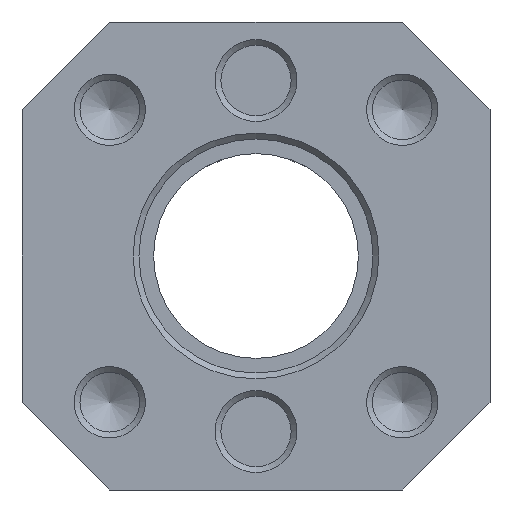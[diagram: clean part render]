
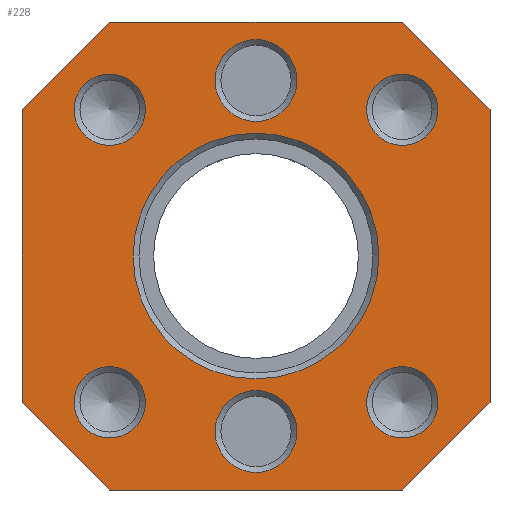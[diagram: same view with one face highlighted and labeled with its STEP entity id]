
A CAD part, front view. The second image highlights one B-rep face of the part: STEP entity #228.
In plain terms, the highlighted planar face has unit normal (0, -1, 0).
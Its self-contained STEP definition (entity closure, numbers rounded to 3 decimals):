
#228 = ADVANCED_FACE( '', ( #586, #587, #588, #589, #590, #591, #592, #593 ), #594, .T. );
#586 = FACE_BOUND( '', #1336, .T. );
#587 = FACE_BOUND( '', #1337, .T. );
#588 = FACE_BOUND( '', #1338, .T. );
#589 = FACE_BOUND( '', #1339, .T. );
#590 = FACE_BOUND( '', #1340, .T. );
#591 = FACE_BOUND( '', #1341, .T. );
#592 = FACE_BOUND( '', #1342, .T. );
#593 = FACE_OUTER_BOUND( '', #1343, .T. );
#594 = PLANE( '', #1344 );
#1336 = EDGE_LOOP( '', ( #2318 ) );
#1337 = EDGE_LOOP( '', ( #2319 ) );
#1338 = EDGE_LOOP( '', ( #2320 ) );
#1339 = EDGE_LOOP( '', ( #2321 ) );
#1340 = EDGE_LOOP( '', ( #2322 ) );
#1341 = EDGE_LOOP( '', ( #2323 ) );
#1342 = EDGE_LOOP( '', ( #2324 ) );
#1343 = EDGE_LOOP( '', ( #2325, #2326, #2327, #2328, #2329, #2330, #2331, #2332 ) );
#1344 = AXIS2_PLACEMENT_3D( '', #2333, #2334, #2335 );
#2318 = ORIENTED_EDGE( '', *, *, #3041, .T. );
#2319 = ORIENTED_EDGE( '', *, *, #3042, .T. );
#2320 = ORIENTED_EDGE( '', *, *, #3043, .T. );
#2321 = ORIENTED_EDGE( '', *, *, #3044, .T. );
#2322 = ORIENTED_EDGE( '', *, *, #3045, .T. );
#2323 = ORIENTED_EDGE( '', *, *, #2997, .T. );
#2324 = ORIENTED_EDGE( '', *, *, #3027, .T. );
#2325 = ORIENTED_EDGE( '', *, *, #3046, .T. );
#2326 = ORIENTED_EDGE( '', *, *, #3047, .T. );
#2327 = ORIENTED_EDGE( '', *, *, #3048, .T. );
#2328 = ORIENTED_EDGE( '', *, *, #3049, .T. );
#2329 = ORIENTED_EDGE( '', *, *, #3050, .T. );
#2330 = ORIENTED_EDGE( '', *, *, #3051, .T. );
#2331 = ORIENTED_EDGE( '', *, *, #2984, .T. );
#2332 = ORIENTED_EDGE( '', *, *, #2999, .T. );
#2333 = CARTESIAN_POINT( '', ( -40., -275.5, -40. ) );
#2334 = DIRECTION( '', ( 0., -1., 0. ) );
#2335 = DIRECTION( '', ( 0., 0., -1. ) );
#2984 = EDGE_CURVE( '', #3325, #3326, #3327, .T. );
#2997 = EDGE_CURVE( '', #3347, #3347, #3348, .F. );
#2999 = EDGE_CURVE( '', #3326, #3350, #3351, .F. );
#3027 = EDGE_CURVE( '', #3392, #3392, #3393, .F. );
#3041 = EDGE_CURVE( '', #3409, #3409, #3410, .F. );
#3042 = EDGE_CURVE( '', #3411, #3411, #3412, .F. );
#3043 = EDGE_CURVE( '', #3413, #3413, #3414, .F. );
#3044 = EDGE_CURVE( '', #3415, #3415, #3416, .F. );
#3045 = EDGE_CURVE( '', #3417, #3417, #3418, .F. );
#3046 = EDGE_CURVE( '', #3350, #3419, #3420, .T. );
#3047 = EDGE_CURVE( '', #3419, #3421, #3422, .F. );
#3048 = EDGE_CURVE( '', #3421, #3423, #3424, .T. );
#3049 = EDGE_CURVE( '', #3423, #3425, #3426, .F. );
#3050 = EDGE_CURVE( '', #3425, #3427, #3428, .T. );
#3051 = EDGE_CURVE( '', #3427, #3325, #3429, .F. );
#3325 = VERTEX_POINT( '', #3976 );
#3326 = VERTEX_POINT( '', #3977 );
#3327 = LINE( '', #3978, #3979 );
#3347 = VERTEX_POINT( '', #4086 );
#3348 = CIRCLE( '', #4087, 7. );
#3350 = VERTEX_POINT( '', #4089 );
#3351 = LINE( '', #4090, #4091 );
#3392 = VERTEX_POINT( '', #4362 );
#3393 = CIRCLE( '', #4363, 6.1 );
#3409 = VERTEX_POINT( '', #4455 );
#3410 = CIRCLE( '', #4456, 21. );
#3411 = VERTEX_POINT( '', #4457 );
#3412 = CIRCLE( '', #4458, 6.1 );
#3413 = VERTEX_POINT( '', #4459 );
#3414 = CIRCLE( '', #4460, 7. );
#3415 = VERTEX_POINT( '', #4461 );
#3416 = CIRCLE( '', #4462, 6.1 );
#3417 = VERTEX_POINT( '', #4463 );
#3418 = CIRCLE( '', #4464, 6.1 );
#3419 = VERTEX_POINT( '', #4465 );
#3420 = LINE( '', #4466, #4467 );
#3421 = VERTEX_POINT( '', #4468 );
#3422 = LINE( '', #4469, #4470 );
#3423 = VERTEX_POINT( '', #4471 );
#3424 = LINE( '', #4472, #4473 );
#3425 = VERTEX_POINT( '', #4474 );
#3426 = LINE( '', #4475, #4476 );
#3427 = VERTEX_POINT( '', #4477 );
#3428 = LINE( '', #4478, #4479 );
#3429 = LINE( '', #4480, #4481 );
#3976 = CARTESIAN_POINT( '', ( 25., -275.5, 40. ) );
#3977 = CARTESIAN_POINT( '', ( -25., -275.5, 40. ) );
#3978 = CARTESIAN_POINT( '', ( 40., -275.5, 40. ) );
#3979 = VECTOR( '', #5785, 1000. );
#4086 = CARTESIAN_POINT( '', ( 0., -275.5, 23. ) );
#4087 = AXIS2_PLACEMENT_3D( '', #5798, #5799, #5800 );
#4089 = CARTESIAN_POINT( '', ( -40., -275.5, 25. ) );
#4090 = CARTESIAN_POINT( '', ( -72.5, -275.5, -7.5 ) );
#4091 = VECTOR( '', #5801, 1000. );
#4362 = CARTESIAN_POINT( '', ( -25., -275.5, 18.9 ) );
#4363 = AXIS2_PLACEMENT_3D( '', #5828, #5829, #5830 );
#4455 = CARTESIAN_POINT( '', ( 0., -275.5, -21. ) );
#4456 = AXIS2_PLACEMENT_3D( '', #5840, #5841, #5842 );
#4457 = CARTESIAN_POINT( '', ( -25., -275.5, -31.1 ) );
#4458 = AXIS2_PLACEMENT_3D( '', #5843, #5844, #5845 );
#4459 = CARTESIAN_POINT( '', ( 0., -275.5, -37. ) );
#4460 = AXIS2_PLACEMENT_3D( '', #5846, #5847, #5848 );
#4461 = CARTESIAN_POINT( '', ( 25., -275.5, -31.1 ) );
#4462 = AXIS2_PLACEMENT_3D( '', #5849, #5850, #5851 );
#4463 = CARTESIAN_POINT( '', ( 25., -275.5, 18.9 ) );
#4464 = AXIS2_PLACEMENT_3D( '', #5852, #5853, #5854 );
#4465 = CARTESIAN_POINT( '', ( -40., -275.5, -25. ) );
#4466 = CARTESIAN_POINT( '', ( -40., -275.5, 40. ) );
#4467 = VECTOR( '', #5855, 1000. );
#4468 = CARTESIAN_POINT( '', ( -25., -275.5, -40. ) );
#4469 = CARTESIAN_POINT( '', ( -32.5, -275.5, -32.5 ) );
#4470 = VECTOR( '', #5856, 1000. );
#4471 = CARTESIAN_POINT( '', ( 25., -275.5, -40. ) );
#4472 = CARTESIAN_POINT( '', ( -40., -275.5, -40. ) );
#4473 = VECTOR( '', #5857, 1000. );
#4474 = CARTESIAN_POINT( '', ( 40., -275.5, -25. ) );
#4475 = CARTESIAN_POINT( '', ( -7.5, -275.5, -72.5 ) );
#4476 = VECTOR( '', #5858, 1000. );
#4477 = CARTESIAN_POINT( '', ( 40., -275.5, 25. ) );
#4478 = CARTESIAN_POINT( '', ( 40., -275.5, -40. ) );
#4479 = VECTOR( '', #5859, 1000. );
#4480 = CARTESIAN_POINT( '', ( 32.5, -275.5, 32.5 ) );
#4481 = VECTOR( '', #5860, 1000. );
#5785 = DIRECTION( '', ( -1., 0., 0. ) );
#5798 = CARTESIAN_POINT( '', ( 0., -275.5, 30. ) );
#5799 = DIRECTION( '', ( 0., -1., 0. ) );
#5800 = DIRECTION( '', ( 0., 0., -1. ) );
#5801 = DIRECTION( '', ( 0.707, 0., 0.707 ) );
#5828 = CARTESIAN_POINT( '', ( -25., -275.5, 25. ) );
#5829 = DIRECTION( '', ( 0., -1., 0. ) );
#5830 = DIRECTION( '', ( 0., 0., -1. ) );
#5840 = CARTESIAN_POINT( '', ( 0., -275.5, 0. ) );
#5841 = DIRECTION( '', ( 0., -1., 0. ) );
#5842 = DIRECTION( '', ( 0., 0., -1. ) );
#5843 = CARTESIAN_POINT( '', ( -25., -275.5, -25. ) );
#5844 = DIRECTION( '', ( 0., -1., 0. ) );
#5845 = DIRECTION( '', ( 0., 0., -1. ) );
#5846 = CARTESIAN_POINT( '', ( 0., -275.5, -30. ) );
#5847 = DIRECTION( '', ( 0., -1., 0. ) );
#5848 = DIRECTION( '', ( 0., 0., -1. ) );
#5849 = CARTESIAN_POINT( '', ( 25., -275.5, -25. ) );
#5850 = DIRECTION( '', ( 0., -1., 0. ) );
#5851 = DIRECTION( '', ( 0., 0., -1. ) );
#5852 = CARTESIAN_POINT( '', ( 25., -275.5, 25. ) );
#5853 = DIRECTION( '', ( 0., -1., 0. ) );
#5854 = DIRECTION( '', ( 0., 0., -1. ) );
#5855 = DIRECTION( '', ( 0., 0., -1. ) );
#5856 = DIRECTION( '', ( -0.707, 0., 0.707 ) );
#5857 = DIRECTION( '', ( 1., 0., 0. ) );
#5858 = DIRECTION( '', ( -0.707, 0., -0.707 ) );
#5859 = DIRECTION( '', ( 0., 0., 1. ) );
#5860 = DIRECTION( '', ( 0.707, 0., -0.707 ) );
